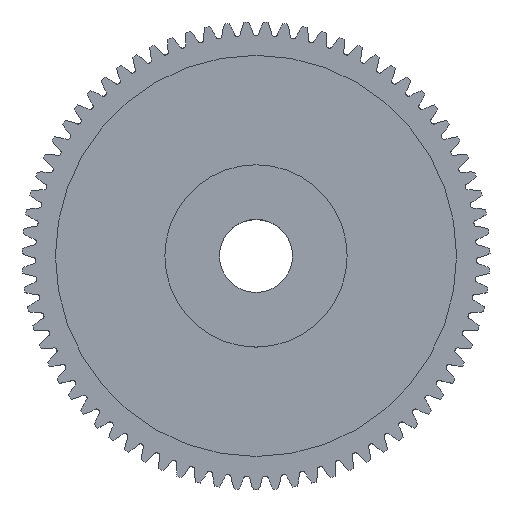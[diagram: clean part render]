
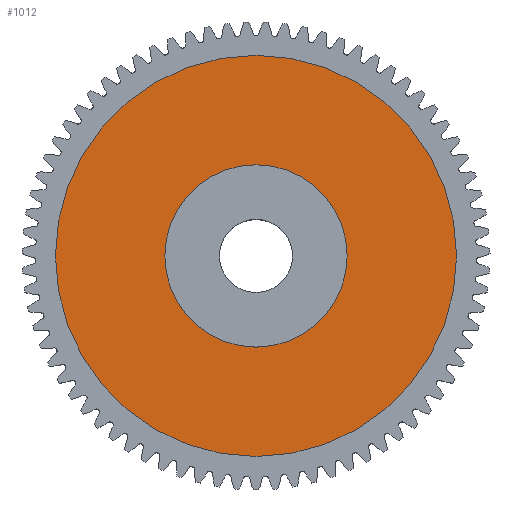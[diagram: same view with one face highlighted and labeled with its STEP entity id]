
A CAD part, top view. The second image highlights one B-rep face of the part: STEP entity #1012.
In plain terms, the highlighted planar face has unit normal (0, 0, 1).
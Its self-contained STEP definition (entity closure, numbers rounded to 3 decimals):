
#862 = ORIENTED_EDGE ( 'NONE', *, *, #927, .F. ) ;
#868 = EDGE_LOOP ( 'NONE', ( #1154, #862 ) ) ;
#869 = EDGE_CURVE ( 'NONE', #926, #1076, #6995, .T. ) ;
#870 = EDGE_LOOP ( 'NONE', ( #883, #1011 ) ) ;
#883 = ORIENTED_EDGE ( 'NONE', *, *, #1054, .T. ) ;
#926 = VERTEX_POINT ( 'NONE', #7111 ) ;
#927 = EDGE_CURVE ( 'NONE', #1076, #926, #7103, .T. ) ;
#1011 = ORIENTED_EDGE ( 'NONE', *, *, #1013, .T. ) ;
#1012 = ADVANCED_FACE ( 'NONE', ( #7349, #7358 ), #7344, .F. ) ;
#1013 = EDGE_CURVE ( 'NONE', #1065, #1078, #7351, .T. ) ;
#1054 = EDGE_CURVE ( 'NONE', #1078, #1065, #7389, .T. ) ;
#1065 = VERTEX_POINT ( 'NONE', #7240 ) ;
#1076 = VERTEX_POINT ( 'NONE', #7232 ) ;
#1078 = VERTEX_POINT ( 'NONE', #7228 ) ;
#1154 = ORIENTED_EDGE ( 'NONE', *, *, #869, .F. ) ;
#6993 = CARTESIAN_POINT ( 'NONE',  ( 0., 0., 2.5 ) ) ;
#6995 = CIRCLE ( 'NONE', #7176, 16.5 ) ;
#7100 = DIRECTION ( 'NONE',  ( -1., 0., 0. ) ) ;
#7101 = DIRECTION ( 'NONE',  ( 0., 0., -1. ) ) ;
#7102 = AXIS2_PLACEMENT_3D ( 'NONE', #7119, #7101, #7100 ) ;
#7103 = CIRCLE ( 'NONE', #7102, 16.5 ) ;
#7111 = CARTESIAN_POINT ( 'NONE',  ( -16.5, 0., 2.5 ) ) ;
#7119 = CARTESIAN_POINT ( 'NONE',  ( 0., 0., 2.5 ) ) ;
#7174 = DIRECTION ( 'NONE',  ( -1., 0., 0. ) ) ;
#7175 = DIRECTION ( 'NONE',  ( 0., 0., -1. ) ) ;
#7176 = AXIS2_PLACEMENT_3D ( 'NONE', #6993, #7175, #7174 ) ;
#7228 = CARTESIAN_POINT ( 'NONE',  ( -7.5, 0., 2.5 ) ) ;
#7232 = CARTESIAN_POINT ( 'NONE',  ( 16.5, 0., 2.5 ) ) ;
#7240 = CARTESIAN_POINT ( 'NONE',  ( 7.5, 0., 2.5 ) ) ;
#7306 = DIRECTION ( 'NONE',  ( -1., 0., 0. ) ) ;
#7307 = DIRECTION ( 'NONE',  ( 0., 0., -1. ) ) ;
#7308 = AXIS2_PLACEMENT_3D ( 'NONE', #7391, #7377, #7376 ) ;
#7340 = AXIS2_PLACEMENT_3D ( 'NONE', #7355, #7357, #7370 ) ;
#7341 = AXIS2_PLACEMENT_3D ( 'NONE', #7345, #7307, #7306 ) ;
#7344 = PLANE ( 'NONE',  #7340 ) ;
#7345 = CARTESIAN_POINT ( 'NONE',  ( 0., 0., 2.5 ) ) ;
#7349 = FACE_BOUND ( 'NONE', #870, .T. ) ;
#7351 = CIRCLE ( 'NONE', #7341, 7.5 ) ;
#7355 = CARTESIAN_POINT ( 'NONE',  ( 0., 0., 2.5 ) ) ;
#7357 = DIRECTION ( 'NONE',  ( 0., 0., -1. ) ) ;
#7358 = FACE_OUTER_BOUND ( 'NONE', #868, .T. ) ;
#7370 = DIRECTION ( 'NONE',  ( -1., 0., 0. ) ) ;
#7376 = DIRECTION ( 'NONE',  ( -1., 0., 0. ) ) ;
#7377 = DIRECTION ( 'NONE',  ( 0., 0., -1. ) ) ;
#7389 = CIRCLE ( 'NONE', #7308, 7.5 ) ;
#7391 = CARTESIAN_POINT ( 'NONE',  ( 0., 0., 2.5 ) ) ;
